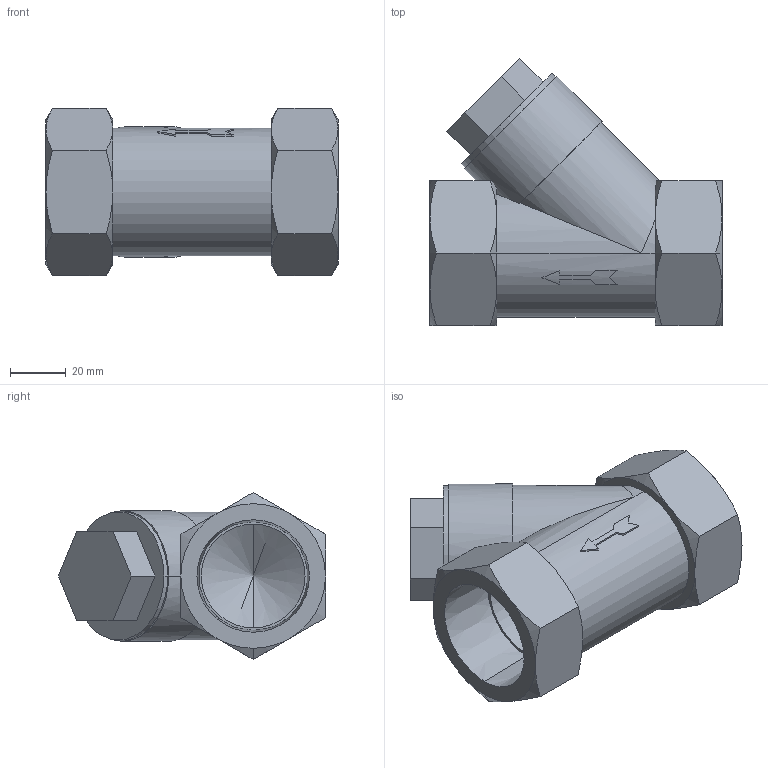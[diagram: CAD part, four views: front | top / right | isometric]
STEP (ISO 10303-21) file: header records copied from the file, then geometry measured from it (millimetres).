
FILE_DESCRIPTION (( 'STEP AP203' ), '1' );
FILE_NAME ('YSP-800-114.STEP', '2014-10-17T05:40:03', ( '' ), ( '' ), 'SwSTEP 2.0', 'SolidWorks 2012', '' );
FILE_SCHEMA (( 'CONFIG_CONTROL_DESIGN' ));
Length unit declared in the file: millimetre
Products named in the file (1): YSP-800-114
Bounding box: 105 x 96 x 60.04 mm (x, y, z)
Volume: 199627 mm3; surface area: 37389.9 mm2
Topology: 1 solids, 1 shells, 92 faces, 223 edges, 136 vertices
Faces by surface type: plane 40, cone 36, cylinder 16
Entity records: 2970 total; most frequent: CARTESIAN_POINT 900, ORIENTED_EDGE 438, DIRECTION 389, EDGE_CURVE 219, AXIS2_PLACEMENT_3D 157, VERTEX_POINT 136, EDGE_LOOP 99, FACE_OUTER_BOUND 92
